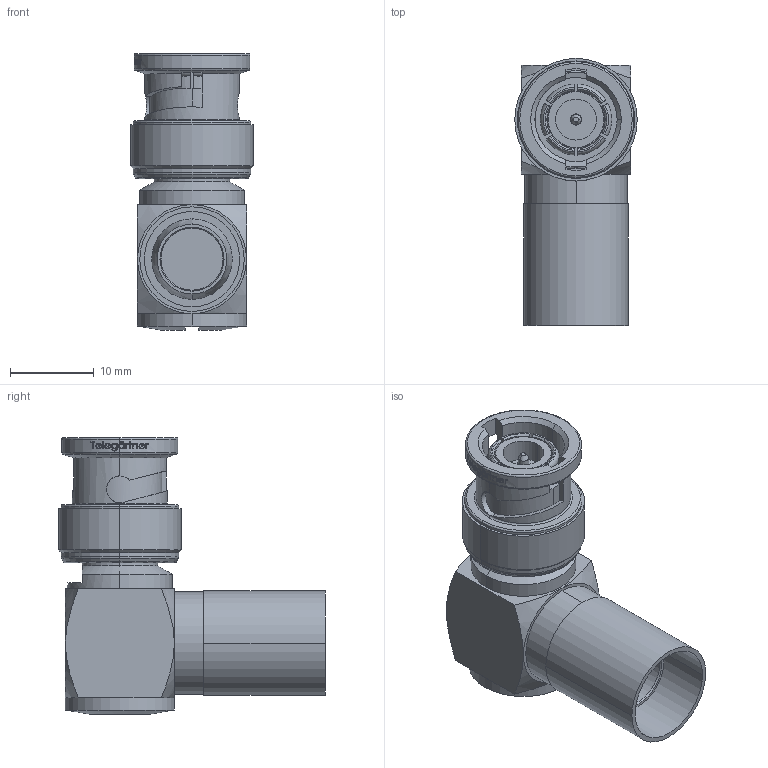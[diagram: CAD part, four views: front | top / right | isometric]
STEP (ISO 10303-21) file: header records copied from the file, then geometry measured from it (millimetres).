
FILE_DESCRIPTION (( 'STEP AP214' ), '1' );
FILE_NAME ('J01000A0065.STEP', '2019-07-02T13:32:23', ( '' ), ( '' ), 'SwSTEP 2.0', 'SolidWorks 2018', '' );
FILE_SCHEMA (( 'AUTOMOTIVE_DESIGN' ));
Length unit declared in the file: millimetre
Products named in the file (1): J01000A0065
Bounding box: 14.6 x 31.8 x 33 mm (x, y, z)
Volume: 5820.1 mm3; surface area: 3582.9 mm2
Topology: 1 solids, 1 shells, 329 faces, 828 edges, 533 vertices
Faces by surface type: plane 117, bspline 78, cylinder 77, cone 39, torus 18
Entity records: 16438 total; most frequent: CARTESIAN_POINT 5557, ORIENTED_EDGE 1656, DIRECTION 1293, EDGE_CURVE 828, VERTEX_POINT 533, AXIS2_PLACEMENT_3D 472, EDGE_LOOP 365, VECTOR 349
